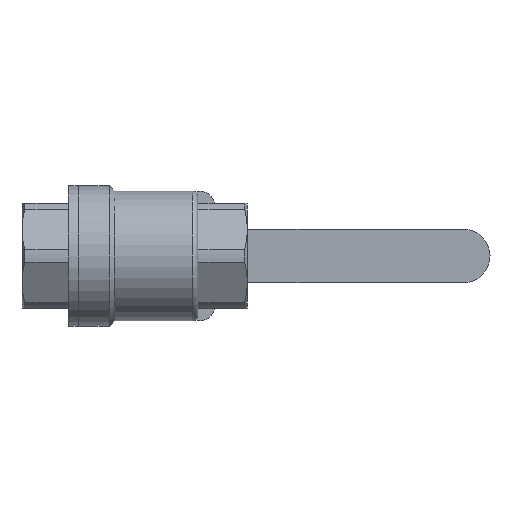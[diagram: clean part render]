
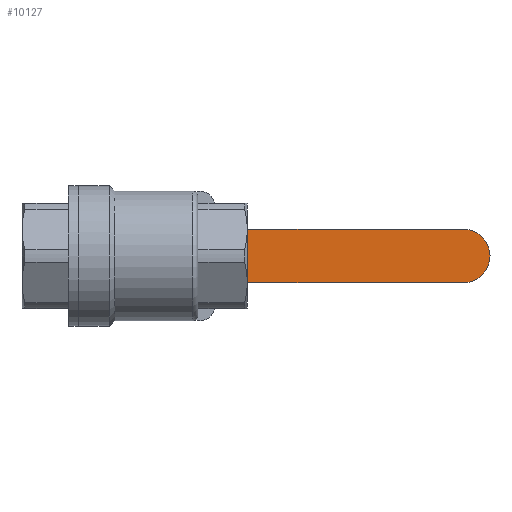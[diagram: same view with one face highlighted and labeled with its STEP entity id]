
A CAD part, left-side view. The second image highlights one B-rep face of the part: STEP entity #10127.
In plain terms, the highlighted planar face has unit normal (-1, 0, 0).
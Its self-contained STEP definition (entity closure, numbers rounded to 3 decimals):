
#377 = CARTESIAN_POINT ( 'NONE',  ( 62.1, -35.821, 9.5 ) ) ;
#520 = LINE ( 'NONE', #3769, #5839 ) ;
#570 = VERTEX_POINT ( 'NONE', #10081 ) ;
#772 = CARTESIAN_POINT ( 'NONE',  ( 62.1, -35.821, 9.5 ) ) ;
#937 = DIRECTION ( 'NONE',  ( 1., 0., 0. ) ) ;
#1705 = EDGE_CURVE ( 'NONE', #3927, #2023, #520, .T. ) ;
#1725 = FACE_OUTER_BOUND ( 'NONE', #3512, .T. ) ;
#2023 = VERTEX_POINT ( 'NONE', #3694 ) ;
#2091 = DIRECTION ( 'NONE',  ( -1., 0., 0. ) ) ;
#2359 = AXIS2_PLACEMENT_3D ( 'NONE', #9407, #2091, #5368 ) ;
#2522 = CARTESIAN_POINT ( 'NONE',  ( 62.1, -35.821, -9.5 ) ) ;
#2591 = AXIS2_PLACEMENT_3D ( 'NONE', #8251, #937, #4203 ) ;
#3512 = EDGE_LOOP ( 'NONE', ( #7654, #5562, #6308, #6922 ) ) ;
#3631 = DIRECTION ( 'NONE',  ( 0., -1., 0. ) ) ;
#3694 = CARTESIAN_POINT ( 'NONE',  ( 62.1, -116.5, -9.5 ) ) ;
#3769 = CARTESIAN_POINT ( 'NONE',  ( 62.1, -35.821, -9.5 ) ) ;
#3854 = EDGE_CURVE ( 'NONE', #6870, #3927, #8088, .T. ) ;
#3927 = VERTEX_POINT ( 'NONE', #2522 ) ;
#4030 = DIRECTION ( 'NONE',  ( 0., 0., -1. ) ) ;
#4161 = EDGE_CURVE ( 'NONE', #2023, #570, #6959, .T. ) ;
#4203 = DIRECTION ( 'NONE',  ( 0., 0., 1. ) ) ;
#5001 = PLANE ( 'NONE',  #2591 ) ;
#5368 = DIRECTION ( 'NONE',  ( 0., 1., 0. ) ) ;
#5562 = ORIENTED_EDGE ( 'NONE', *, *, #4161, .T. ) ;
#5839 = VECTOR ( 'NONE', #7026, 1000. ) ;
#6308 = ORIENTED_EDGE ( 'NONE', *, *, #9194, .F. ) ;
#6870 = VERTEX_POINT ( 'NONE', #9831 ) ;
#6922 = ORIENTED_EDGE ( 'NONE', *, *, #3854, .T. ) ;
#6959 = CIRCLE ( 'NONE', #2359, 9.5 ) ;
#7026 = DIRECTION ( 'NONE',  ( 0., -1., 0. ) ) ;
#7545 = LINE ( 'NONE', #377, #7689 ) ;
#7654 = ORIENTED_EDGE ( 'NONE', *, *, #1705, .T. ) ;
#7689 = VECTOR ( 'NONE', #3631, 1000. ) ;
#8088 = LINE ( 'NONE', #772, #9812 ) ;
#8251 = CARTESIAN_POINT ( 'NONE',  ( 62.1, -35.821, 9.5 ) ) ;
#9194 = EDGE_CURVE ( 'NONE', #6870, #570, #7545, .T. ) ;
#9407 = CARTESIAN_POINT ( 'NONE',  ( 62.1, -116.5, 0. ) ) ;
#9812 = VECTOR ( 'NONE', #4030, 1000. ) ;
#9831 = CARTESIAN_POINT ( 'NONE',  ( 62.1, -35.821, 9.5 ) ) ;
#10081 = CARTESIAN_POINT ( 'NONE',  ( 62.1, -116.5, 9.5 ) ) ;
#10127 = ADVANCED_FACE ( 'NONE', ( #1725 ), #5001, .F. ) ;
